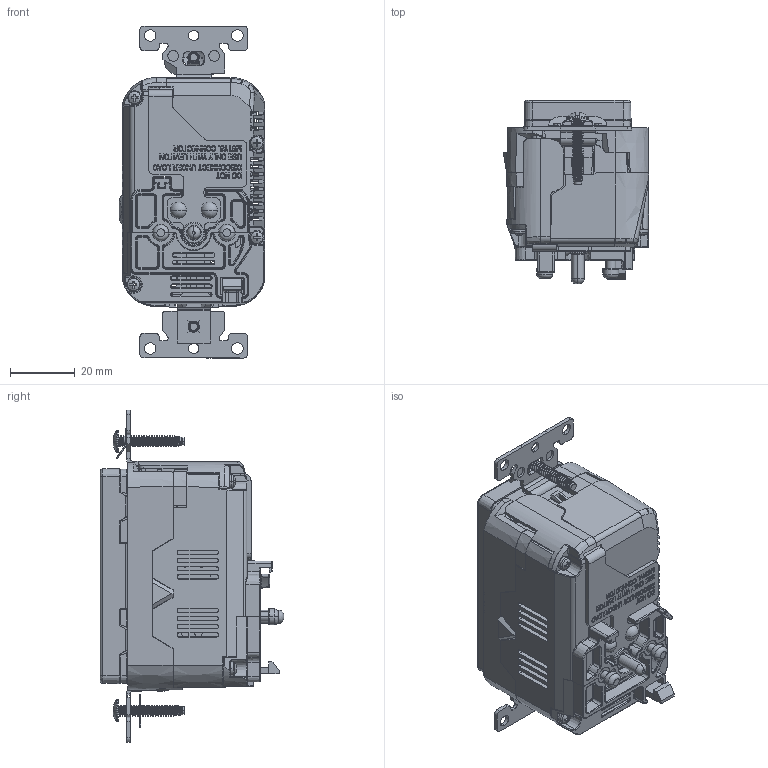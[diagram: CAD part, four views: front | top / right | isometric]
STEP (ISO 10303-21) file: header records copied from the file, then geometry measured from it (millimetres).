
FILE_DESCRIPTION (( 'STEP AP214' ), '1' );
FILE_NAME ('CATSTD-M56AC-HG0-M01.STEP', '2019-07-31T14:14:17', ( '' ), ( '' ), 'SwSTEP 2.0', 'SolidWorks 2017', '' );
FILE_SCHEMA (( 'AUTOMOTIVE_DESIGN' ));
Length unit declared in the file: inch
Products named in the file (1): CATSTD-M56AC-HG0-M01
Bounding box: 45.07 x 56.69 x 102.72 mm (x, y, z)
Surface area: 31036.2 mm2 (no closed solid volume)
Topology: 0 solids, 102 shells, 1853 faces, 9043 edges, 7076 vertices
Faces by surface type: plane 1060, cylinder 355, cone 159, bspline 147, torus 121, sphere 11
Entity records: 141741 total; most frequent: CARTESIAN_POINT 51667, ORIENTED_EDGE 12476, DIRECTION 11883, EDGE_CURVE 9034, VERTEX_POINT 7076, LINE 5885, VECTOR 5885, AXIS2_PLACEMENT_3D 2999
